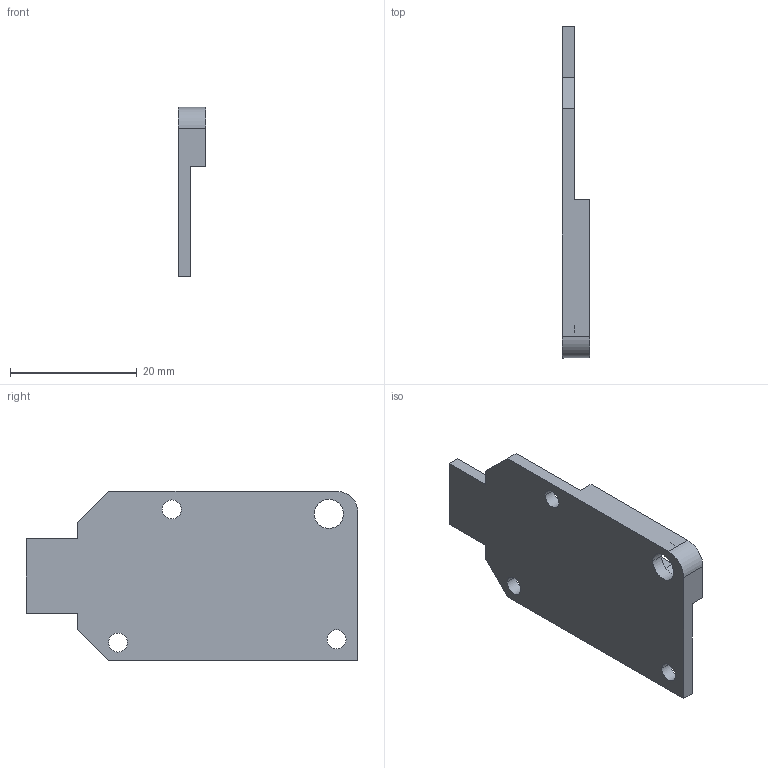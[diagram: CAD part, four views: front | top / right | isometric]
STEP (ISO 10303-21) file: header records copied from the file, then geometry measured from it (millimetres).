
FILE_DESCRIPTION (( 'STEP AP203' ), '1' );
FILE_NAME ('Lid Arm.STEP', '2024-07-11T18:30:58', ( '微软用户' ), ( '微软中国' ), 'SwSTEP 2.0', 'SolidWorks 2023', '' );
FILE_SCHEMA (( 'CONFIG_CONTROL_DESIGN' ));
Length unit declared in the file: millimetre
Products named in the file (1): Lid Arm
Bounding box: 4.33 x 52.38 x 26.75 mm (x, y, z)
Volume: 2657.7 mm3; surface area: 3074.7 mm2
Topology: 1 solids, 1 shells, 30 faces, 81 edges, 54 vertices
Faces by surface type: plane 18, cylinder 12
Entity records: 1042 total; most frequent: DIRECTION 167, CARTESIAN_POINT 166, ORIENTED_EDGE 162, EDGE_CURVE 81, VECTOR 57, LINE 57, AXIS2_PLACEMENT_3D 55, VERTEX_POINT 54
